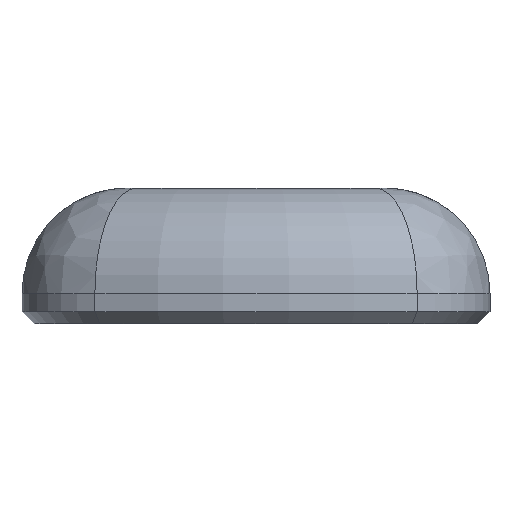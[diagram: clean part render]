
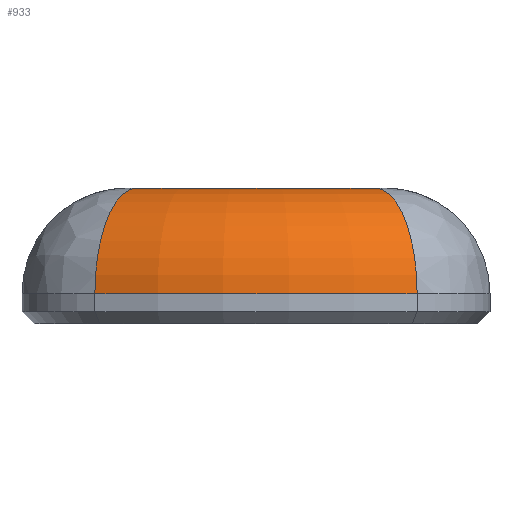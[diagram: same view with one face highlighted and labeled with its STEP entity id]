
A CAD part, front view. The second image highlights one B-rep face of the part: STEP entity #933.
In plain terms, the highlighted toroidal (fillet/blend) face has major radius 9.956 mm and minor radius 3.5 mm.
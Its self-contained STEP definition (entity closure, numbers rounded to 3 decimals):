
#14=TOROIDAL_SURFACE('',#1060,9.956,3.5);
#92=CIRCLE('',#1058,3.5);
#94=CIRCLE('',#1061,3.5);
#95=CIRCLE('',#1062,9.956);
#96=CIRCLE('',#1063,13.456);
#155=FACE_OUTER_BOUND('',#217,.T.);
#217=EDGE_LOOP('',(#795,#796,#797,#798));
#456=VERTEX_POINT('',#1630);
#457=VERTEX_POINT('',#1632);
#458=VERTEX_POINT('',#1636);
#459=VERTEX_POINT('',#1637);
#579=EDGE_CURVE('',#456,#457,#92,.T.);
#581=EDGE_CURVE('',#458,#459,#94,.T.);
#582=EDGE_CURVE('',#459,#457,#95,.T.);
#583=EDGE_CURVE('',#456,#458,#96,.T.);
#795=ORIENTED_EDGE('',*,*,#581,.T.);
#796=ORIENTED_EDGE('',*,*,#582,.T.);
#797=ORIENTED_EDGE('',*,*,#579,.F.);
#798=ORIENTED_EDGE('',*,*,#583,.T.);
#933=ADVANCED_FACE('',(#155),#14,.T.);
#1058=AXIS2_PLACEMENT_3D('',#1633,#1331,#1332);
#1060=AXIS2_PLACEMENT_3D('',#1635,#1335,#1336);
#1061=AXIS2_PLACEMENT_3D('',#1638,#1337,#1338);
#1062=AXIS2_PLACEMENT_3D('',#1639,#1339,#1340);
#1063=AXIS2_PLACEMENT_3D('',#1640,#1341,#1342);
#1331=DIRECTION('center_axis',(-0.918,0.397,0.));
#1332=DIRECTION('ref_axis',(-0.397,-0.918,0.));
#1335=DIRECTION('center_axis',(0.,0.,1.));
#1336=DIRECTION('ref_axis',(1.,0.,0.));
#1337=DIRECTION('center_axis',(-0.918,-0.397,0.));
#1338=DIRECTION('ref_axis',(0.397,-0.918,0.));
#1339=DIRECTION('center_axis',(0.,0.,-1.));
#1340=DIRECTION('ref_axis',(0.,-1.,0.));
#1341=DIRECTION('center_axis',(0.,0.,1.));
#1342=DIRECTION('ref_axis',(0.,-1.,0.));
#1630=CARTESIAN_POINT('',(-5.336,-21.353,1.));
#1632=CARTESIAN_POINT('',(-3.948,-18.14,4.5));
#1633=CARTESIAN_POINT('Origin',(-3.948,-18.14,1.));
#1635=CARTESIAN_POINT('Origin',(0.,-9.,1.));
#1636=CARTESIAN_POINT('',(5.336,-21.353,1.));
#1637=CARTESIAN_POINT('',(3.948,-18.14,4.5));
#1638=CARTESIAN_POINT('Origin',(3.948,-18.14,1.));
#1639=CARTESIAN_POINT('Origin',(0.,-9.,4.5));
#1640=CARTESIAN_POINT('Origin',(0.,-9.,1.));
